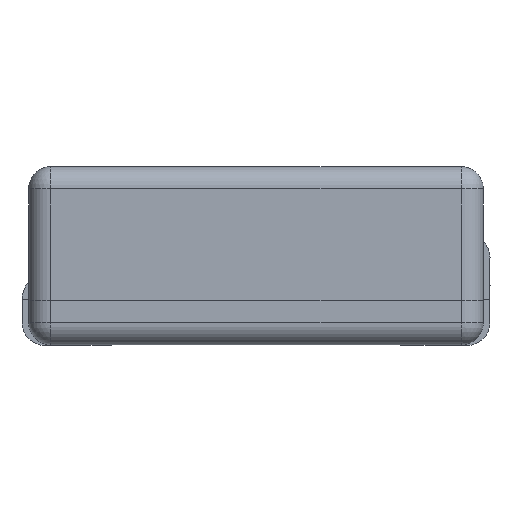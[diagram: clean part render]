
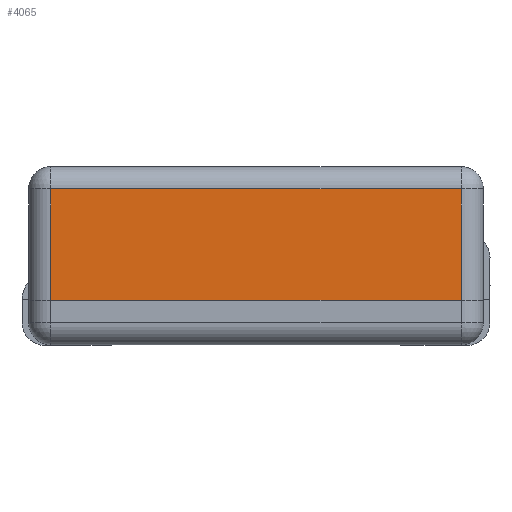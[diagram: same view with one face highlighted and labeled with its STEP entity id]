
A CAD part, front view. The second image highlights one B-rep face of the part: STEP entity #4065.
In plain terms, the highlighted planar face has unit normal (0, -1, 0).
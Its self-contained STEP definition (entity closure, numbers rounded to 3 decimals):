
#923=ORIENTED_EDGE('',*,*,#1927,.T.);
#924=ORIENTED_EDGE('',*,*,#1940,.T.);
#925=ORIENTED_EDGE('',*,*,#1941,.T.);
#926=ORIENTED_EDGE('',*,*,#1942,.T.);
#1927=EDGE_CURVE('',#2459,#2458,#2771,.T.);
#1940=EDGE_CURVE('',#2458,#2470,#2782,.T.);
#1941=EDGE_CURVE('',#2470,#2471,#2783,.F.);
#1942=EDGE_CURVE('',#2471,#2459,#2784,.F.);
#2458=VERTEX_POINT('',#8307);
#2459=VERTEX_POINT('',#8309);
#2470=VERTEX_POINT('',#8335);
#2471=VERTEX_POINT('',#8337);
#2771=LINE('',#8308,#3096);
#2782=LINE('',#8334,#3107);
#2783=LINE('',#8336,#3108);
#2784=LINE('',#8338,#3109);
#3096=VECTOR('',#6407,1000.);
#3107=VECTOR('',#6426,1000.);
#3108=VECTOR('',#6427,1000.);
#3109=VECTOR('',#6428,1000.);
#3374=EDGE_LOOP('',(#923,#924,#925,#926));
#3647=FACE_BOUND('',#3374,.T.);
#3861=PLANE('',#5850);
#4065=ADVANCED_FACE('',(#3647),#3861,.T.);
#5850=AXIS2_PLACEMENT_3D('',#8333,#6424,#6425);
#6407=DIRECTION('',(1.,0.,0.));
#6424=DIRECTION('',(0.,-1.,0.));
#6425=DIRECTION('',(1.,0.,0.));
#6426=DIRECTION('',(0.,0.,1.));
#6427=DIRECTION('',(1.,0.,0.));
#6428=DIRECTION('',(0.,0.,1.));
#8307=CARTESIAN_POINT('',(4.6,-5.1,-3.));
#8308=CARTESIAN_POINT('',(-5.1,-5.1,-3.));
#8309=CARTESIAN_POINT('',(-4.6,-5.1,-3.));
#8333=CARTESIAN_POINT('',(-5.1,-5.1,-3.));
#8334=CARTESIAN_POINT('',(4.6,-5.1,-3.));
#8335=CARTESIAN_POINT('',(4.6,-5.1,-0.5));
#8336=CARTESIAN_POINT('',(-5.1,-5.1,-0.5));
#8337=CARTESIAN_POINT('',(-4.6,-5.1,-0.5));
#8338=CARTESIAN_POINT('',(-4.6,-5.1,-3.));
